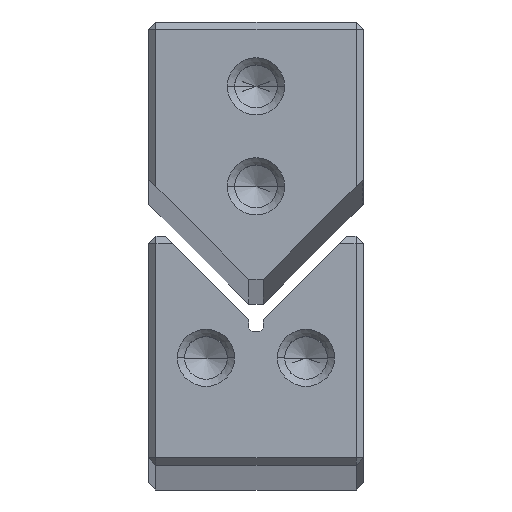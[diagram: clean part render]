
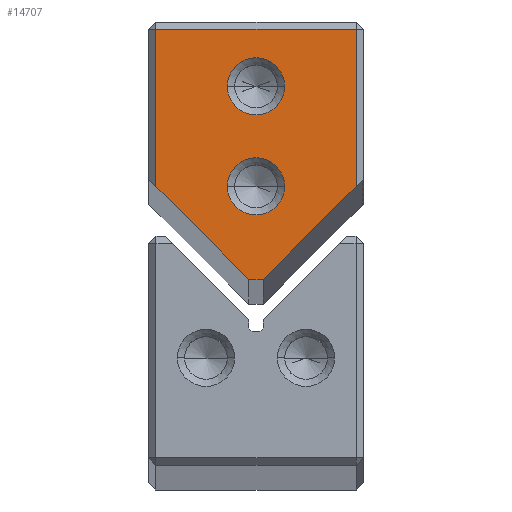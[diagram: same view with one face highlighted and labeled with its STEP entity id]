
A CAD part, top view. The second image highlights one B-rep face of the part: STEP entity #14707.
In plain terms, the highlighted planar face has unit normal (0, 0, 1).
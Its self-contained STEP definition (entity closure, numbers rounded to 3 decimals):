
#622 = EDGE_CURVE ( 'NONE', #3692, #3661, #7814, .T. ) ;
#626 = EDGE_CURVE ( 'NONE', #3681, #3679, #7820, .T. ) ;
#819 = AXIS2_PLACEMENT_3D ( 'NONE', #2960, #2961, #2962 ) ;
#821 = AXIS2_PLACEMENT_3D ( 'NONE', #2973, #2974, #2975 ) ;
#1124 = ORIENTED_EDGE ( 'NONE', *, *, #4263, .T. ) ;
#1125 = ORIENTED_EDGE ( 'NONE', *, *, #4259, .T. ) ;
#2882 = ORIENTED_EDGE ( 'NONE', *, *, #626, .T. ) ;
#2883 = ORIENTED_EDGE ( 'NONE', *, *, #4315, .T. ) ;
#2884 = ORIENTED_EDGE ( 'NONE', *, *, #622, .T. ) ;
#2885 = ORIENTED_EDGE ( 'NONE', *, *, #4316, .T. ) ;
#2886 = ORIENTED_EDGE ( 'NONE', *, *, #4257, .T. ) ;
#2887 = ORIENTED_EDGE ( 'NONE', *, *, #4317, .T. ) ;
#2888 = ORIENTED_EDGE ( 'NONE', *, *, #4318, .T. ) ;
#2889 = ORIENTED_EDGE ( 'NONE', *, *, #4319, .T. ) ;
#2960 = CARTESIAN_POINT ( 'NONE',  ( 0., 26.5, 0. ) ) ;
#2961 = DIRECTION ( 'NONE',  ( 0., 0., -1. ) ) ;
#2962 = DIRECTION ( 'NONE',  ( 1., 0., 0. ) ) ;
#2973 = CARTESIAN_POINT ( 'NONE',  ( 0., 19.5, 0. ) ) ;
#2974 = DIRECTION ( 'NONE',  ( 0., 0., -1. ) ) ;
#2975 = DIRECTION ( 'NONE',  ( 1., 0., 0. ) ) ;
#3661 = VERTEX_POINT ( 'NONE', #10638 ) ;
#3679 = VERTEX_POINT ( 'NONE', #10665 ) ;
#3681 = VERTEX_POINT ( 'NONE', #10667 ) ;
#3692 = VERTEX_POINT ( 'NONE', #10678 ) ;
#3821 = EDGE_LOOP ( 'NONE', ( #2886, #2887, #2888, #2889, #1124, #1125 ) ) ;
#3823 = EDGE_LOOP ( 'NONE', ( #2882, #2883 ) ) ;
#3824 = EDGE_LOOP ( 'NONE', ( #2884, #2885 ) ) ;
#4257 = EDGE_CURVE ( 'NONE', #13612, #13614, #15913, .T. ) ;
#4259 = EDGE_CURVE ( 'NONE', #13605, #13612, #15917, .T. ) ;
#4263 = EDGE_CURVE ( 'NONE', #13617, #13605, #15925, .T. ) ;
#4315 = EDGE_CURVE ( 'NONE', #3679, #3681, #15990, .T. ) ;
#4316 = EDGE_CURVE ( 'NONE', #3661, #3692, #15991, .T. ) ;
#4317 = EDGE_CURVE ( 'NONE', #13614, #13626, #15992, .T. ) ;
#4318 = EDGE_CURVE ( 'NONE', #13626, #13629, #15993, .T. ) ;
#4319 = EDGE_CURVE ( 'NONE', #13629, #13617, #15995, .T. ) ;
#5789 = AXIS2_PLACEMENT_3D ( 'NONE', #15357, #15358, #15359 ) ;
#5790 = AXIS2_PLACEMENT_3D ( 'NONE', #15360, #15361, #15362 ) ;
#7814 = CIRCLE ( 'NONE', #819, 2. ) ;
#7820 = CIRCLE ( 'NONE', #821, 2. ) ;
#10638 = CARTESIAN_POINT ( 'NONE',  ( -2., 26.5, 0. ) ) ;
#10665 = CARTESIAN_POINT ( 'NONE',  ( -2., 19.5, 0. ) ) ;
#10667 = CARTESIAN_POINT ( 'NONE',  ( 2., 19.5, 0. ) ) ;
#10678 = CARTESIAN_POINT ( 'NONE',  ( 2., 26.5, 0. ) ) ;
#13605 = VERTEX_POINT ( 'NONE', #20723 ) ;
#13612 = VERTEX_POINT ( 'NONE', #20730 ) ;
#13614 = VERTEX_POINT ( 'NONE', #20732 ) ;
#13617 = VERTEX_POINT ( 'NONE', #20735 ) ;
#13626 = VERTEX_POINT ( 'NONE', #20744 ) ;
#13629 = VERTEX_POINT ( 'NONE', #20747 ) ;
#14707 = ADVANCED_FACE ( 'NONE', ( #19927, #19929, #19924 ), #21403, .T. ) ;
#15201 = CARTESIAN_POINT ( 'NONE',  ( 0.5, 13., 0. ) ) ;
#15202 = DIRECTION ( 'NONE',  ( 0.707, 0.707, 0. ) ) ;
#15204 = CARTESIAN_POINT ( 'NONE',  ( -0.5, 13., 0. ) ) ;
#15205 = DIRECTION ( 'NONE',  ( 1., 0., 0. ) ) ;
#15211 = CARTESIAN_POINT ( 'NONE',  ( -0.5, 13., 0. ) ) ;
#15212 = DIRECTION ( 'NONE',  ( 0.707, -0.707, 0. ) ) ;
#15355 = CARTESIAN_POINT ( 'NONE',  ( 7., 12.5, 0. ) ) ;
#15356 = DIRECTION ( 'NONE',  ( 0., 1., 0. ) ) ;
#15357 = CARTESIAN_POINT ( 'NONE',  ( 0., 19.5, 0. ) ) ;
#15358 = DIRECTION ( 'NONE',  ( 0., 0., -1. ) ) ;
#15359 = DIRECTION ( 'NONE',  ( 1., 0., 0. ) ) ;
#15360 = CARTESIAN_POINT ( 'NONE',  ( 0., 26.5, 0. ) ) ;
#15361 = DIRECTION ( 'NONE',  ( 0., 0., -1. ) ) ;
#15362 = DIRECTION ( 'NONE',  ( 1., 0., 0. ) ) ;
#15363 = CARTESIAN_POINT ( 'NONE',  ( 0., 30.5, 0. ) ) ;
#15364 = DIRECTION ( 'NONE',  ( -1., 0., 0. ) ) ;
#15365 = CARTESIAN_POINT ( 'NONE',  ( -7., 12.5, 0. ) ) ;
#15366 = DIRECTION ( 'NONE',  ( 0., -1., 0. ) ) ;
#15913 = LINE ( 'NONE', #15201, #15916 ) ;
#15916 = VECTOR ( 'NONE', #15202, 1000. ) ;
#15917 = LINE ( 'NONE', #15204, #15920 ) ;
#15920 = VECTOR ( 'NONE', #15205, 1000. ) ;
#15925 = LINE ( 'NONE', #15211, #15928 ) ;
#15928 = VECTOR ( 'NONE', #15212, 1000. ) ;
#15990 = CIRCLE ( 'NONE', #5789, 2. ) ;
#15991 = CIRCLE ( 'NONE', #5790, 2. ) ;
#15992 = LINE ( 'NONE', #15355, #15994 ) ;
#15993 = LINE ( 'NONE', #15363, #15996 ) ;
#15994 = VECTOR ( 'NONE', #15356, 1000. ) ;
#15995 = LINE ( 'NONE', #15365, #15998 ) ;
#15996 = VECTOR ( 'NONE', #15364, 1000. ) ;
#15998 = VECTOR ( 'NONE', #15366, 1000. ) ;
#17332 = AXIS2_PLACEMENT_3D ( 'NONE', #21402, #21404, #21405 ) ;
#19924 = FACE_OUTER_BOUND ( 'NONE', #3821, .T. ) ;
#19927 = FACE_BOUND ( 'NONE', #3823, .T. ) ;
#19929 = FACE_BOUND ( 'NONE', #3824, .T. ) ;
#20723 = CARTESIAN_POINT ( 'NONE',  ( -0.5, 13., 0. ) ) ;
#20730 = CARTESIAN_POINT ( 'NONE',  ( 0.5, 13., 0. ) ) ;
#20732 = CARTESIAN_POINT ( 'NONE',  ( 7., 19.5, 0. ) ) ;
#20735 = CARTESIAN_POINT ( 'NONE',  ( -7., 19.5, 0. ) ) ;
#20744 = CARTESIAN_POINT ( 'NONE',  ( 7., 30.5, 0. ) ) ;
#20747 = CARTESIAN_POINT ( 'NONE',  ( -7., 30.5, 0. ) ) ;
#21402 = CARTESIAN_POINT ( 'NONE',  ( 0., 12.5, 0. ) ) ;
#21403 = PLANE ( 'NONE',  #17332 ) ;
#21404 = DIRECTION ( 'NONE',  ( 0., 0., 1. ) ) ;
#21405 = DIRECTION ( 'NONE',  ( 1., 0., 0. ) ) ;
